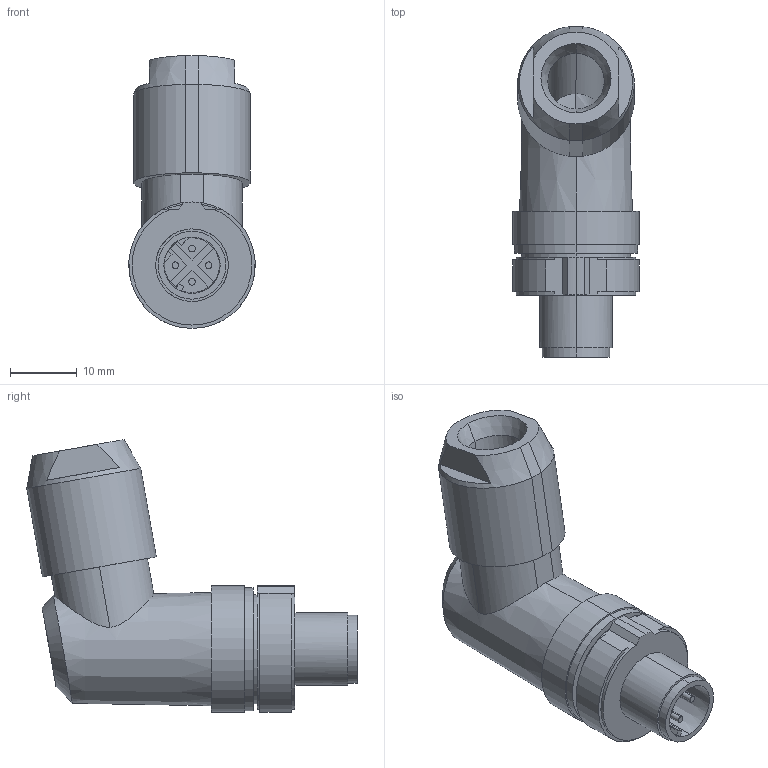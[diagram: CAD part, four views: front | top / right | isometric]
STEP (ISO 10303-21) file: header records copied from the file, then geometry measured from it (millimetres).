
FILE_DESCRIPTION (( 'STEP AP203' ), '1' );
FILE_NAME ('7000-14811-0000000.step', '2024-08-22T15:54:11', ( '' ), ( '' ), 'SwSTEP 2.0', 'SolidWorks 2023', '' );
FILE_SCHEMA (( 'CONFIG_CONTROL_DESIGN' ));
Length unit declared in the file: inch
Products named in the file (1): 7000-14811-0000000
Bounding box: 19 x 49.66 x 41 mm (x, y, z)
Volume: 11869.6 mm3; surface area: 5612.1 mm2
Topology: 1 solids, 1 shells, 99 faces, 245 edges, 161 vertices
Faces by surface type: plane 54, cylinder 33, cone 10, bspline 2
Entity records: 4179 total; most frequent: CARTESIAN_POINT 1730, DIRECTION 496, ORIENTED_EDGE 490, EDGE_CURVE 245, AXIS2_PLACEMENT_3D 185, VERTEX_POINT 161, LINE 126, VECTOR 126
